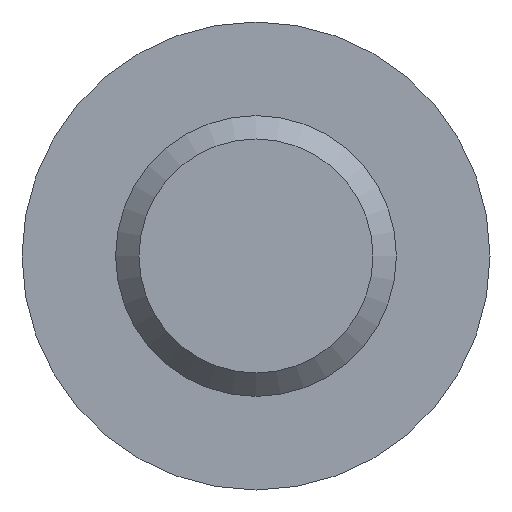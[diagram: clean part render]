
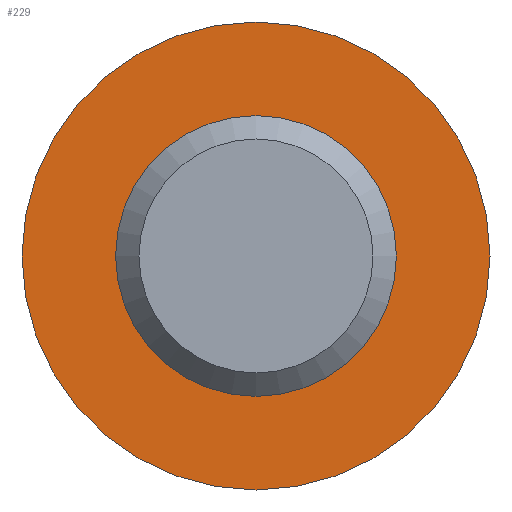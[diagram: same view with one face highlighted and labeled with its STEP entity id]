
A CAD part, front view. The second image highlights one B-rep face of the part: STEP entity #229.
In plain terms, the highlighted planar face has unit normal (0, -1, 0).
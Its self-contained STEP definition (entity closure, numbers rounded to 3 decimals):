
#27 = AXIS2_PLACEMENT_3D ( 'NONE', #248, #76, #203 ) ;
#28 = DIRECTION ( 'NONE',  ( 0., -1., 0. ) ) ;
#29 = DIRECTION ( 'NONE',  ( 0., 0., 1. ) ) ;
#31 = EDGE_LOOP ( 'NONE', ( #195 ) ) ;
#43 = AXIS2_PLACEMENT_3D ( 'NONE', #329, #463, #29 ) ;
#71 = CARTESIAN_POINT ( 'NONE',  ( 0., 12., -5. ) ) ;
#76 = DIRECTION ( 'NONE',  ( 0., -1., 0. ) ) ;
#122 = AXIS2_PLACEMENT_3D ( 'NONE', #291, #28, #334 ) ;
#162 = CIRCLE ( 'NONE', #27, 3. ) ;
#195 = ORIENTED_EDGE ( 'NONE', *, *, #220, .F. ) ;
#200 = PLANE ( 'NONE',  #43 ) ;
#203 = DIRECTION ( 'NONE',  ( 0., 0., -1. ) ) ;
#220 = EDGE_CURVE ( 'NONE', #505, #505, #162, .T. ) ;
#229 = ADVANCED_FACE ( 'NONE', ( #242, #289 ), #200, .F. ) ;
#242 = FACE_BOUND ( 'NONE', #31, .T. ) ;
#248 = CARTESIAN_POINT ( 'NONE',  ( 0., 12., 0. ) ) ;
#250 = ORIENTED_EDGE ( 'NONE', *, *, #521, .T. ) ;
#251 = CARTESIAN_POINT ( 'NONE',  ( 0., 12., -3. ) ) ;
#284 = VERTEX_POINT ( 'NONE', #71 ) ;
#289 = FACE_OUTER_BOUND ( 'NONE', #370, .T. ) ;
#291 = CARTESIAN_POINT ( 'NONE',  ( 0., 12., 0. ) ) ;
#329 = CARTESIAN_POINT ( 'NONE',  ( -3., 12., 0. ) ) ;
#334 = DIRECTION ( 'NONE',  ( 0., 0., -1. ) ) ;
#370 = EDGE_LOOP ( 'NONE', ( #250 ) ) ;
#451 = CIRCLE ( 'NONE', #122, 5. ) ;
#463 = DIRECTION ( 'NONE',  ( 0., 1., 0. ) ) ;
#505 = VERTEX_POINT ( 'NONE', #251 ) ;
#521 = EDGE_CURVE ( 'NONE', #284, #284, #451, .T. ) ;
